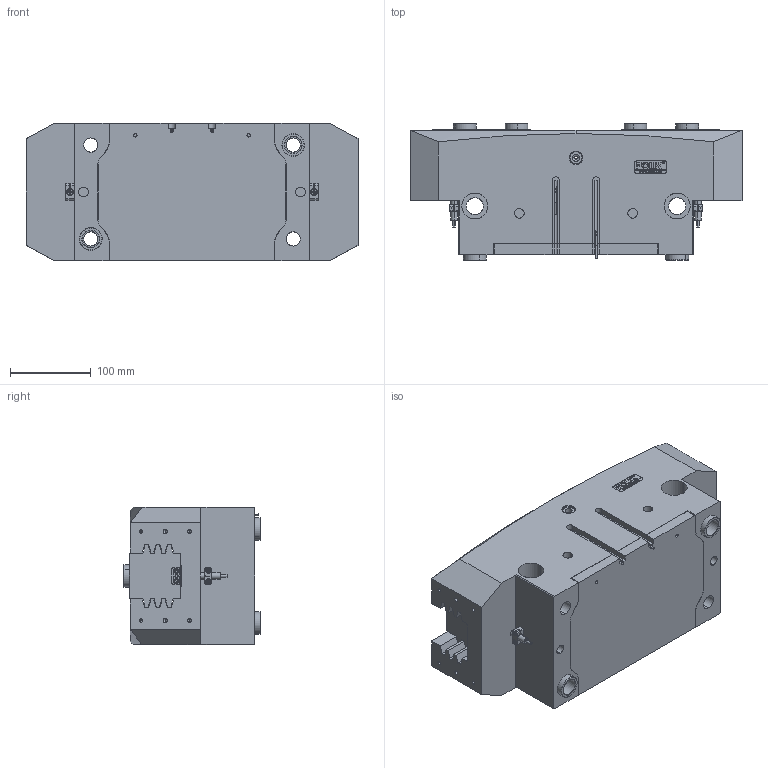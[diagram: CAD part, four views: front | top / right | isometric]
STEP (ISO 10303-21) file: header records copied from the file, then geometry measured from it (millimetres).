
FILE_DESCRIPTION (( 'STEP AP203' ), '1' );
FILE_NAME ('FR175-410-S.STEP', '2025-05-07T01:37:36', ( 'USER-' ), ( 'Microsoft' ), 'SwSTEP 2.0', 'SolidWorks 2018', '' );
FILE_SCHEMA (( 'CONFIG_CONTROL_DESIGN' ));
Length unit declared in the file: millimetre
Products named in the file (14): 棠羲換覜ん; 28x15杶种; TRT175-410-SX-02 喘倛賑輸; FR175-410-S; P-GS-T-01 喘倛蚚標釱; TRT175-410-MX-05 菁裔啣; 大感测压块装配体; TRT175-410-MX-06 笢猾え; 晚假蚾輸B; 内六角圆柱头螺钉[GBT70_1-2008][M3×10]_M3×10; TRT175-410-MX-01 喘倛褲极; 8x48諉輪羲壽; ﾏ擎ﾗ28｡ﾁ21｡ﾁ15; 40x15-R2.5
Assembly tree (23 placements, depth 3):
  FR175-410-S
    TRT175-410-MX-01 喘倛褲极
    TRT175-410-MX-05 菁裔啣
    P-GS-T-01 喘倛蚚標釱  x2
    8x48諉輪羲壽  x2
    TRT175-410-MX-06 笢猾え
    28x15杶种  x4
    40x15-R2.5
    棠羲換覜ん  x2
    大感测压块装配体  x2
      晚假蚾輸B
      内六角圆柱头螺钉[GBT70_1-2008][M3×10]_M3×10
    TRT175-410-SX-02 喘倛賑輸  x2
    ﾏ擎ﾗ28｡ﾁ21｡ﾁ15  x2
Bounding box: 410 x 169 x 170 mm (x, y, z)
Volume: 8413202.7 mm3; surface area: 712082 mm2
Topology: 24 solids, 24 shells, 1415 faces, 3659 edges, 2332 vertices
Faces by surface type: plane 637, cylinder 415, cone 192, bspline 155, torus 16
Entity records: 42005 total; most frequent: CARTESIAN_POINT 13138, ORIENTED_EDGE 5794, DIRECTION 5253, EDGE_CURVE 2897, VERTEX_POINT 1898, VECTOR 1851, LINE 1851, AXIS2_PLACEMENT_3D 1701
